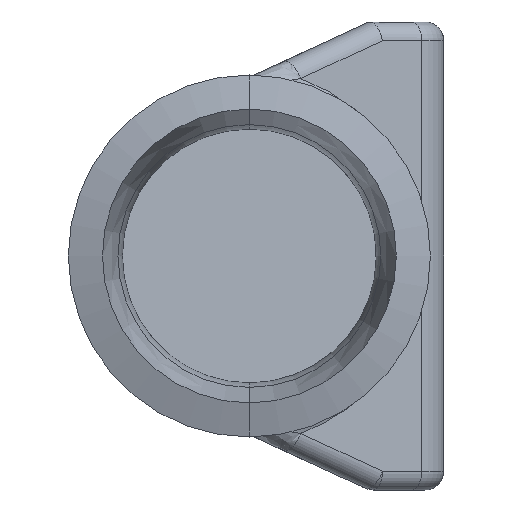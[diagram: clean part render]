
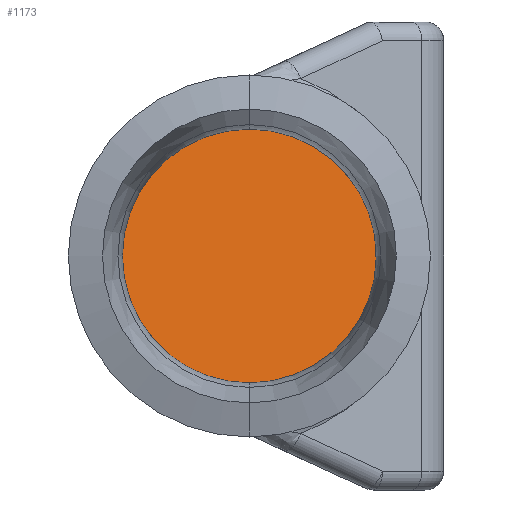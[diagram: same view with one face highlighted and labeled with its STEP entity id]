
A CAD part, left-side view. The second image highlights one B-rep face of the part: STEP entity #1173.
In plain terms, the highlighted planar face has unit normal (-0.866, -0.5, 0).
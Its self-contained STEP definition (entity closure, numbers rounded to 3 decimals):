
#43 = DIRECTION ( 'NONE',  ( -0.866, -0.5, 0. ) ) ;
#60 = AXIS2_PLACEMENT_3D ( 'NONE', #938, #43, #473 ) ;
#171 = EDGE_CURVE ( 'NONE', #1915, #1239, #1648, .T. ) ;
#230 = EDGE_CURVE ( 'NONE', #1239, #1915, #233, .T. ) ;
#233 =( BOUNDED_CURVE ( )  B_SPLINE_CURVE ( 3, ( #451, #854, #1650, #562 ),
 .UNSPECIFIED., .F., .F. ) 
 B_SPLINE_CURVE_WITH_KNOTS ( ( 4, 4 ),
 ( 1.571, 4.712 ),
 .UNSPECIFIED. ) 
 CURVE ( )  GEOMETRIC_REPRESENTATION_ITEM ( )  RATIONAL_B_SPLINE_CURVE ( ( 1., 0.333, 0.333, 1. ) ) 
 REPRESENTATION_ITEM ( '' )  );
#341 = FACE_OUTER_BOUND ( 'NONE', #679, .T. ) ;
#354 = ORIENTED_EDGE ( 'NONE', *, *, #171, .T. ) ;
#370 = CARTESIAN_POINT ( 'NONE',  ( 20.278, 11.5, -5.75 ) ) ;
#451 = CARTESIAN_POINT ( 'NONE',  ( 26.917, 0., -5.75 ) ) ;
#473 = DIRECTION ( 'NONE',  ( 0.5, -0.866, 0. ) ) ;
#503 = CARTESIAN_POINT ( 'NONE',  ( 26.917, 0., -5.75 ) ) ;
#535 = CARTESIAN_POINT ( 'NONE',  ( 26.917, 0., 5.75 ) ) ;
#556 = CARTESIAN_POINT ( 'NONE',  ( 26.917, 0., -5.75 ) ) ;
#562 = CARTESIAN_POINT ( 'NONE',  ( 26.917, 0., 5.75 ) ) ;
#679 = EDGE_LOOP ( 'NONE', ( #354, #969 ) ) ;
#854 = CARTESIAN_POINT ( 'NONE',  ( 33.557, -11.5, -5.75 ) ) ;
#938 = CARTESIAN_POINT ( 'NONE',  ( 31.709, -8.3, -30.237 ) ) ;
#955 = CARTESIAN_POINT ( 'NONE',  ( 26.917, 0., 5.75 ) ) ;
#969 = ORIENTED_EDGE ( 'NONE', *, *, #230, .T. ) ;
#1116 = CARTESIAN_POINT ( 'NONE',  ( 20.278, 11.5, 5.75 ) ) ;
#1173 = ADVANCED_FACE ( 'NONE', ( #341 ), #1361, .T. ) ;
#1239 = VERTEX_POINT ( 'NONE', #503 ) ;
#1361 = PLANE ( 'NONE',  #60 ) ;
#1648 =( BOUNDED_CURVE ( )  B_SPLINE_CURVE ( 3, ( #535, #1116, #370, #556 ),
 .UNSPECIFIED., .F., .F. ) 
 B_SPLINE_CURVE_WITH_KNOTS ( ( 4, 4 ),
 ( 4.712, 7.854 ),
 .UNSPECIFIED. ) 
 CURVE ( )  GEOMETRIC_REPRESENTATION_ITEM ( )  RATIONAL_B_SPLINE_CURVE ( ( 1., 0.333, 0.333, 1. ) ) 
 REPRESENTATION_ITEM ( '' )  );
#1650 = CARTESIAN_POINT ( 'NONE',  ( 33.557, -11.5, 5.75 ) ) ;
#1915 = VERTEX_POINT ( 'NONE', #955 ) ;
